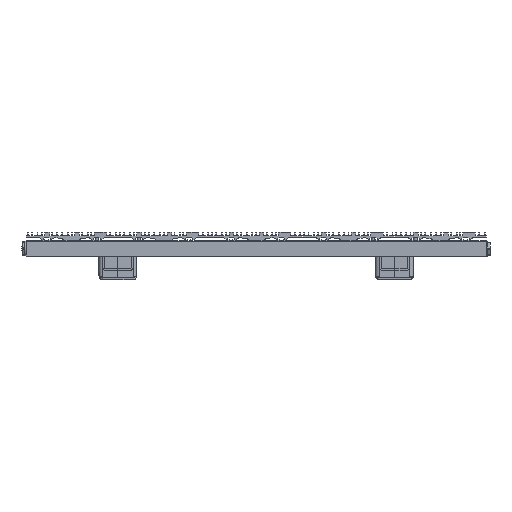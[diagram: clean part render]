
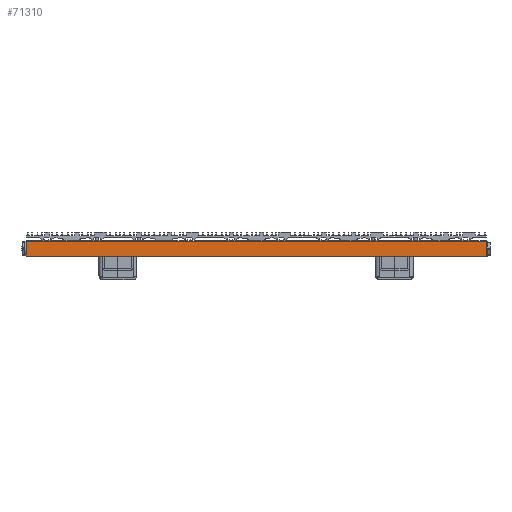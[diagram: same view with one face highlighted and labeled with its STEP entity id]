
A CAD part, front view. The second image highlights one B-rep face of the part: STEP entity #71310.
In plain terms, the highlighted planar face has unit normal (0, -1, 0).
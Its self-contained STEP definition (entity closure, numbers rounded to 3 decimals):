
#10637=DIRECTION('',(0.,0.,-1.));
#10638=VECTOR('',#10637,24.);
#10639=CARTESIAN_POINT('',(-754.,-976.,-1.));
#10640=LINE('',#10639,#10638);
#10689=DIRECTION('',(0.,0.,-1.));
#10690=VECTOR('',#10689,24.);
#10691=CARTESIAN_POINT('',(0.,-976.,-1.));
#10692=LINE('',#10691,#10690);
#10696=DIRECTION('',(-1.,0.,0.));
#10697=VECTOR('',#10696,754.);
#10698=CARTESIAN_POINT('',(0.,-976.,-25.));
#10699=LINE('',#10698,#10697);
#10703=DIRECTION('',(-1.,0.,0.));
#10704=VECTOR('',#10703,754.);
#10705=CARTESIAN_POINT('',(0.,-976.,-1.));
#10706=LINE('',#10705,#10704);
#58967=CARTESIAN_POINT('',(-754.,-976.,-1.));
#58969=VERTEX_POINT('',#58967);
#58976=CARTESIAN_POINT('',(-754.,-976.,-25.));
#58978=VERTEX_POINT('',#58976);
#58995=CARTESIAN_POINT('',(0.,-976.,-1.));
#58996=CARTESIAN_POINT('',(0.,-976.,-25.));
#58997=VERTEX_POINT('',#58995);
#58998=VERTEX_POINT('',#58996);
#71297=CARTESIAN_POINT('',(5246.,-976.,0.));
#71298=DIRECTION('',(0.,-1.,0.));
#71299=DIRECTION('',(0.,0.,-1.));
#71300=AXIS2_PLACEMENT_3D('',#71297,#71298,#71299);
#71301=PLANE('',#71300);
#71303=ORIENTED_EDGE('',*,*,#71302,.T.);
#71305=ORIENTED_EDGE('',*,*,#71304,.T.);
#71306=ORIENTED_EDGE('',*,*,#71277,.F.);
#71307=ORIENTED_EDGE('',*,*,#71185,.F.);
#71308=EDGE_LOOP('',(#71303,#71305,#71306,#71307));
#71309=FACE_OUTER_BOUND('',#71308,.F.);
#71185=EDGE_CURVE('',#58997,#58969,#10706,.T.);
#71277=EDGE_CURVE('',#58969,#58978,#10640,.T.);
#71302=EDGE_CURVE('',#58997,#58998,#10692,.T.);
#71304=EDGE_CURVE('',#58998,#58978,#10699,.T.);
#71310=ADVANCED_FACE('',(#71309),#71301,.T.);
